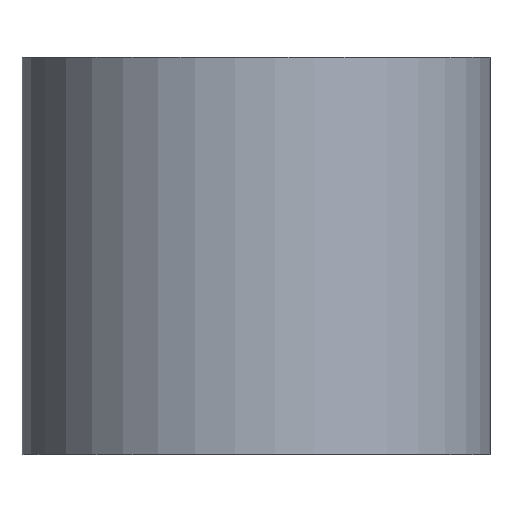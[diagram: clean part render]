
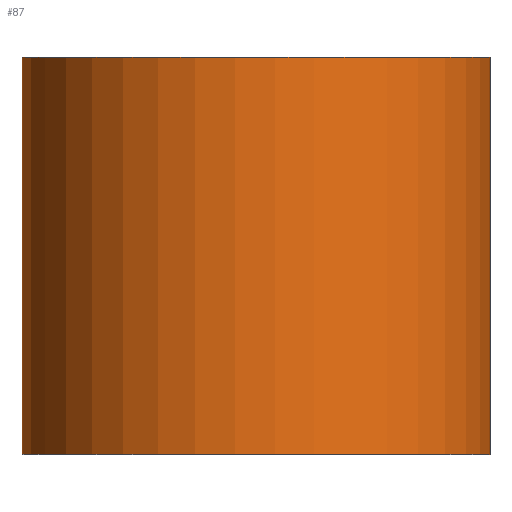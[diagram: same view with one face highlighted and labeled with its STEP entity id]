
A CAD part, top view. The second image highlights one B-rep face of the part: STEP entity #87.
In plain terms, the highlighted cylindrical face has radius 4.05 mm (diameter 8.1 mm), a partial arc.
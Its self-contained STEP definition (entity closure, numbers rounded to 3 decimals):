
#26=FACE_OUTER_BOUND('',#31,.T.);
#31=EDGE_LOOP('',(#73,#74,#75,#76));
#38=LINE('',#157,#43);
#40=LINE('',#160,#45);
#43=VECTOR('',#129,10.);
#45=VECTOR('',#131,10.);
#48=CIRCLE('',#110,4.05);
#49=CIRCLE('',#111,4.05);
#52=VERTEX_POINT('',#153);
#53=VERTEX_POINT('',#154);
#54=VERTEX_POINT('',#156);
#55=VERTEX_POINT('',#158);
#60=EDGE_CURVE('',#53,#54,#38,.T.);
#62=EDGE_CURVE('',#52,#55,#40,.T.);
#63=EDGE_CURVE('',#53,#52,#48,.T.);
#64=EDGE_CURVE('',#54,#55,#49,.T.);
#73=ORIENTED_EDGE('',*,*,#63,.T.);
#74=ORIENTED_EDGE('',*,*,#62,.T.);
#75=ORIENTED_EDGE('',*,*,#64,.F.);
#76=ORIENTED_EDGE('',*,*,#60,.F.);
#84=CYLINDRICAL_SURFACE('',#109,4.05);
#87=ADVANCED_FACE('',(#26),#84,.T.);
#109=AXIS2_PLACEMENT_3D('',#161,#132,#133);
#110=AXIS2_PLACEMENT_3D('',#162,#134,#135);
#111=AXIS2_PLACEMENT_3D('',#163,#136,#137);
#129=DIRECTION('',(0.,-1.,0.));
#131=DIRECTION('',(0.,-1.,0.));
#132=DIRECTION('center_axis',(0.,-1.,0.));
#133=DIRECTION('ref_axis',(-0.259,0.,0.966));
#134=DIRECTION('center_axis',(0.,-1.,0.));
#135=DIRECTION('ref_axis',(1.,0.,0.));
#136=DIRECTION('center_axis',(0.,-1.,0.));
#137=DIRECTION('ref_axis',(1.,0.,0.));
#153=CARTESIAN_POINT('',(-12.866,-1.95,6.189));
#154=CARTESIAN_POINT('',(-12.401,-1.95,6.314));
#156=CARTESIAN_POINT('',(-12.401,-8.812,6.314));
#157=CARTESIAN_POINT('',(-12.401,-1.95,6.314));
#158=CARTESIAN_POINT('',(-12.866,-8.812,6.189));
#160=CARTESIAN_POINT('',(-12.866,-1.95,6.189));
#161=CARTESIAN_POINT('Origin',(-13.68,-1.95,10.157));
#162=CARTESIAN_POINT('Origin',(-13.68,-1.95,10.157));
#163=CARTESIAN_POINT('Origin',(-13.68,-8.812,10.157));
